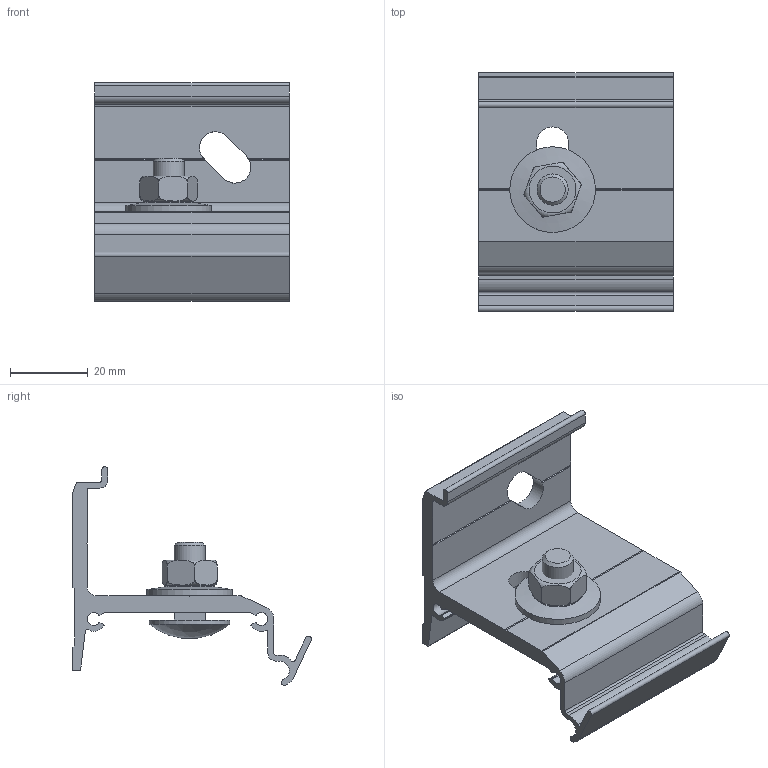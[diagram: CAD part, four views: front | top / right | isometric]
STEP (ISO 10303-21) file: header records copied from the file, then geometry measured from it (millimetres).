
FILE_DESCRIPTION(/* description */ ('Equerre simple assemblée WINSLIDE 2 - bord de mer'),/* implementation_level */ '2;1');
FILE_NAME(/* name */ '11293A.stp',/* time_stamp */ '2022-10-21T15:30:48+02:00',/* author */ ('Giuliano'),/* organization */ (''),/* preprocessor_version */ 'ST-DEVELOPER v18.1',/* originating_system */ 'Autodesk Inventor 2021',/* authorisation */ '');
FILE_SCHEMA (('AUTOMOTIVE_DESIGN { 1 0 10303 214 3 1 1 }'));
Length unit declared in the file: millimetre
Products named in the file (5): 11293A; 11293AN; 04868; 04871; 06050
Assembly tree (4 placements, depth 2):
  11293A
    11293AN
    04868
    04871
    06050
Bounding box: 50 x 61.23 x 56.15 mm (x, y, z)
Volume: 23190.2 mm3; surface area: 17692.7 mm2
Topology: 4 solids, 4 shells, 115 faces, 318 edges, 208 vertices
Faces by surface type: plane 56, cylinder 47, cone 9, torus 2, sphere 1
Full cylindrical faces by diameter (mm): 6.647 x1, 8 x1, 8.2 x1, 13 x1, 20.65 x1, 22 x1
Entity records: 4208 total; most frequent: CARTESIAN_POINT 930, DIRECTION 652, ORIENTED_EDGE 636, EDGE_CURVE 318, AXIS2_PLACEMENT_3D 232, VERTEX_POINT 208, LINE 188, VECTOR 188
